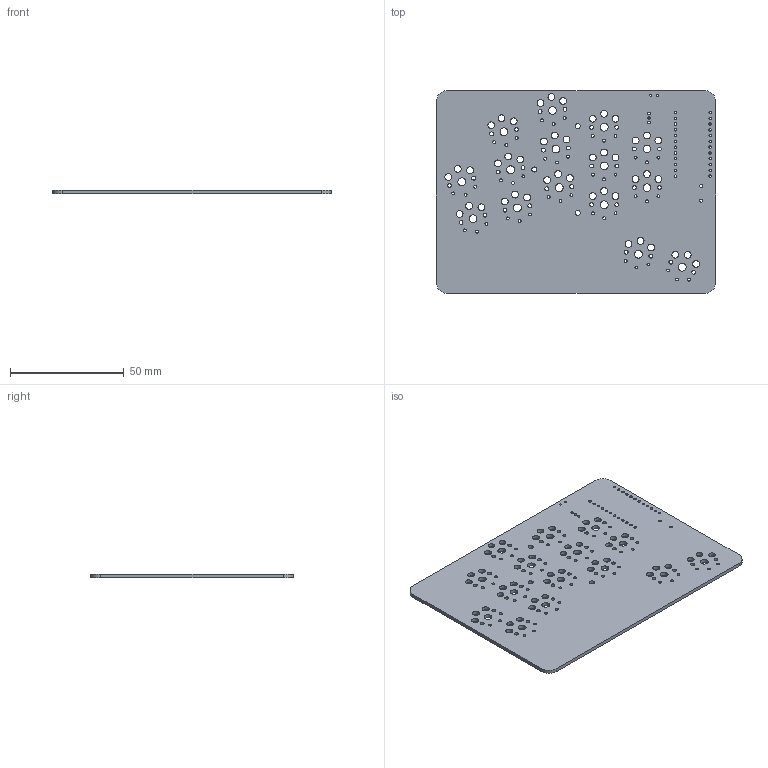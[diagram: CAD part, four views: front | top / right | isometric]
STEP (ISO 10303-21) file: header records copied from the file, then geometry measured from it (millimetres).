
FILE_DESCRIPTION(('KiCad electronic assembly'),'2;1');
FILE_NAME('battoota.step','2022-05-21T21:39:34',('Pcbnew'),('Kicad'), 'Open CASCADE STEP processor 7.6','KiCad to STEP converter','Unknown' );
FILE_SCHEMA(('AUTOMOTIVE_DESIGN { 1 0 10303 214 1 1 1 1 }'));
Length unit declared in the file: millimetre
Products named in the file (2): battoota 1; battoota PCB
Assembly tree (1 placements, depth 2):
  battoota 1
    battoota PCB
Bounding box: 122.56 x 88.9 x 1.6 mm (x, y, z)
Volume: 16409.2 mm3; surface area: 22860.5 mm2
Topology: 1 solids, 1 shells, 179 faces, 531 edges, 354 vertices
Faces by surface type: cylinder 173, plane 6
Full cylindrical faces by diameter (mm): 0.9 x2, 1.092 x27, 1.27 x45, 1.3 x2, 1.702 x30, 2.2 x3, 3 x45, 3.429 x15
Entity records: 13837 total; most frequent: DIRECTION 2301, CARTESIAN_POINT 2128, ORIENTED_EDGE 1062, PCURVE 1062, DEFINITIONAL_REPRESENTATION 1062, LINE 901, VECTOR 901, CIRCLE 692
